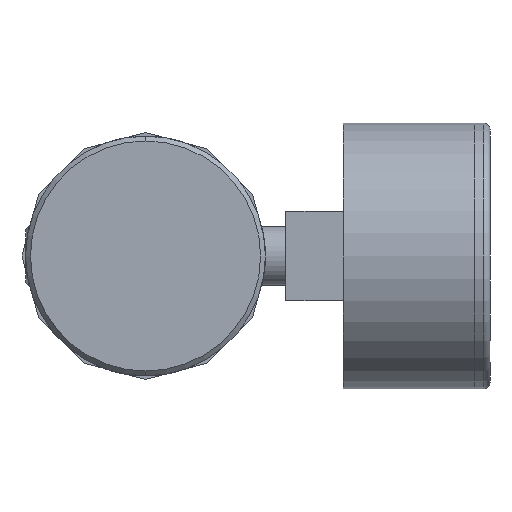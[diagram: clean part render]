
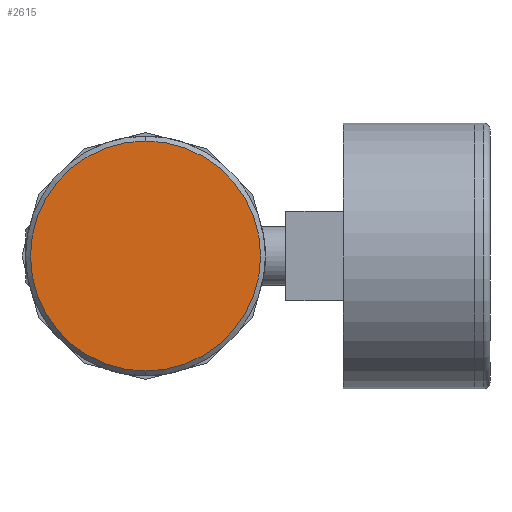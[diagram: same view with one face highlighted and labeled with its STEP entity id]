
A CAD part, front view. The second image highlights one B-rep face of the part: STEP entity #2615.
In plain terms, the highlighted planar face has unit normal (0, -1, 0).
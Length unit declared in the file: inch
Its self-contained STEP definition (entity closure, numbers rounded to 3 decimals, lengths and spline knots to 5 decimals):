
#498 = DIRECTION ( 'NONE',  ( 1., 0., 0. ) ) ;
#1114 = CARTESIAN_POINT ( 'NONE',  ( 0.74, -0.4, 0. ) ) ;
#1191 = EDGE_CURVE ( 'NONE', #2090, #2766, #7396, .T. ) ;
#1906 = CARTESIAN_POINT ( 'NONE',  ( -0.71, -0.4, 0. ) ) ;
#2090 = VERTEX_POINT ( 'NONE', #2146 ) ;
#2146 = CARTESIAN_POINT ( 'NONE',  ( 0.71, -0.4, 0. ) ) ;
#2191 = CARTESIAN_POINT ( 'NONE',  ( 0., -0.4, 0. ) ) ;
#2510 = ORIENTED_EDGE ( 'NONE', *, *, #1191, .T. ) ;
#2615 = ADVANCED_FACE ( 'NONE', ( #4828 ), #9091, .T. ) ;
#2766 = VERTEX_POINT ( 'NONE', #1906 ) ;
#2858 = ORIENTED_EDGE ( 'NONE', *, *, #6781, .T. ) ;
#3379 = AXIS2_PLACEMENT_3D ( 'NONE', #2191, #5998, #8162 ) ;
#4064 = DIRECTION ( 'NONE',  ( 0., -1., 0. ) ) ;
#4828 = FACE_OUTER_BOUND ( 'NONE', #8778, .T. ) ;
#5296 = AXIS2_PLACEMENT_3D ( 'NONE', #1114, #4064, #498 ) ;
#5841 = DIRECTION ( 'NONE',  ( 0., -1., 0. ) ) ;
#5998 = DIRECTION ( 'NONE',  ( 0., -1., 0. ) ) ;
#6472 = AXIS2_PLACEMENT_3D ( 'NONE', #7379, #5841, #9351 ) ;
#6781 = EDGE_CURVE ( 'NONE', #2766, #2090, #8126, .T. ) ;
#7379 = CARTESIAN_POINT ( 'NONE',  ( 0., -0.4, 0. ) ) ;
#7396 = CIRCLE ( 'NONE', #6472, 0.71 ) ;
#8126 = CIRCLE ( 'NONE', #3379, 0.71 ) ;
#8162 = DIRECTION ( 'NONE',  ( 1., 0., 0. ) ) ;
#8778 = EDGE_LOOP ( 'NONE', ( #2858, #2510 ) ) ;
#9091 = PLANE ( 'NONE',  #5296 ) ;
#9351 = DIRECTION ( 'NONE',  ( 1., 0., 0. ) ) ;
